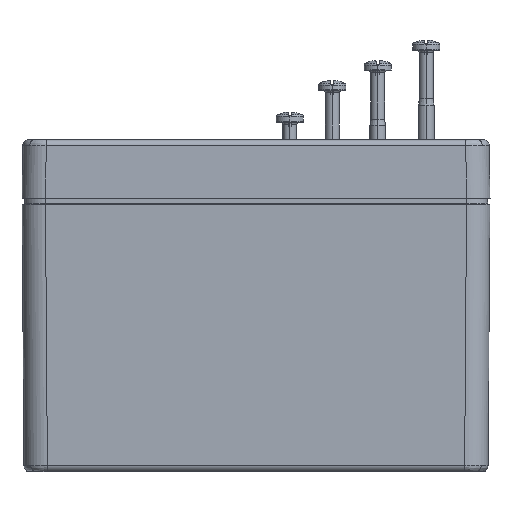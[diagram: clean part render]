
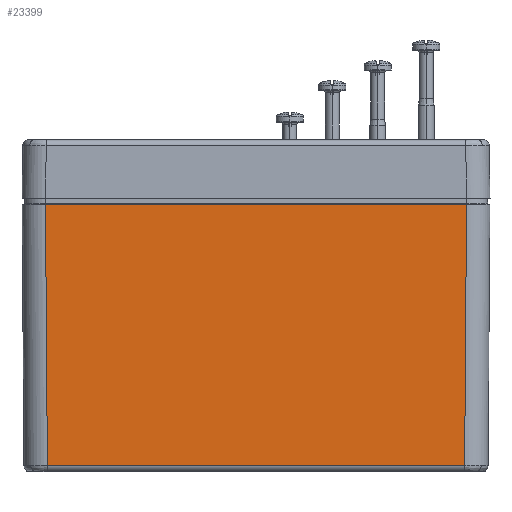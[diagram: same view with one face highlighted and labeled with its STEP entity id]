
A CAD part, top view. The second image highlights one B-rep face of the part: STEP entity #23399.
In plain terms, the highlighted planar face has unit normal (0, -0.007, 1).
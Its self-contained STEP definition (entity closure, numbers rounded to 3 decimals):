
#542 = VERTEX_POINT ( 'NONE', #38942 ) ;
#557 = VERTEX_POINT ( 'NONE', #38984 ) ;
#590 = EDGE_CURVE ( 'NONE', #542, #557, #39114, .T. ) ;
#3397 = CARTESIAN_POINT ( 'NONE',  ( -53.499, -70.011, 39.499 ) ) ;
#23336 = VERTEX_POINT ( 'NONE', #46918 ) ;
#23399 = ADVANCED_FACE ( 'NONE', ( #47066 ), #47065, .T. ) ;
#23401 = EDGE_LOOP ( 'NONE', ( #23403, #23407, #23408, #23412 ) ) ;
#23403 = ORIENTED_EDGE ( 'NONE', *, *, #23405, .T. ) ;
#23405 = EDGE_CURVE ( 'NONE', #23336, #542, #47063, .T. ) ;
#23407 = ORIENTED_EDGE ( 'NONE', *, *, #590, .T. ) ;
#23408 = ORIENTED_EDGE ( 'NONE', *, *, #23410, .T. ) ;
#23410 = EDGE_CURVE ( 'NONE', #557, #47313, #47056, .T. ) ;
#23412 = ORIENTED_EDGE ( 'NONE', *, *, #23450, .T. ) ;
#23450 = EDGE_CURVE ( 'NONE', #47313, #23336, #47081, .T. ) ;
#38942 = CARTESIAN_POINT ( 'NONE',  ( 53.979, -3., 39.979 ) ) ;
#38984 = CARTESIAN_POINT ( 'NONE',  ( -53.979, -3., 39.979 ) ) ;
#39109 = DIRECTION ( 'NONE',  ( -1., 0., 0. ) ) ;
#39111 = VECTOR ( 'NONE', #39109, 1000. ) ;
#39113 = CARTESIAN_POINT ( 'NONE',  ( -60., -3., 39.979 ) ) ;
#39114 = LINE ( 'NONE', #39113, #39111 ) ;
#46918 = CARTESIAN_POINT ( 'NONE',  ( 53.499, -70.011, 39.499 ) ) ;
#47052 = DIRECTION ( 'NONE',  ( 0.007, -1., -0.007 ) ) ;
#47053 = VECTOR ( 'NONE', #47052, 1000. ) ;
#47054 = CARTESIAN_POINT ( 'NONE',  ( -54., 0.043, 40. ) ) ;
#47056 = LINE ( 'NONE', #47054, #47053 ) ;
#47057 = DIRECTION ( 'NONE',  ( 0.007, 1., 0.007 ) ) ;
#47058 = VECTOR ( 'NONE', #47057, 1000. ) ;
#47059 = CARTESIAN_POINT ( 'NONE',  ( 53.994, -0.816, 39.994 ) ) ;
#47060 = DIRECTION ( 'NONE',  ( 0., -1., -0.007 ) ) ;
#47061 = DIRECTION ( 'NONE',  ( 0., -0.007, 1. ) ) ;
#47062 = AXIS2_PLACEMENT_3D ( 'NONE', #47064, #47061, #47060 ) ;
#47063 = LINE ( 'NONE', #47059, #47058 ) ;
#47064 = CARTESIAN_POINT ( 'NONE',  ( -60., 0., 40. ) ) ;
#47065 = PLANE ( 'NONE',  #47062 ) ;
#47066 = FACE_OUTER_BOUND ( 'NONE', #23401, .T. ) ;
#47079 = VECTOR ( 'NONE', #47136, 1000. ) ;
#47080 = CARTESIAN_POINT ( 'NONE',  ( -60., -70.011, 39.499 ) ) ;
#47081 = LINE ( 'NONE', #47080, #47079 ) ;
#47136 = DIRECTION ( 'NONE',  ( 1., 0., 0. ) ) ;
#47313 = VERTEX_POINT ( 'NONE', #3397 ) ;
